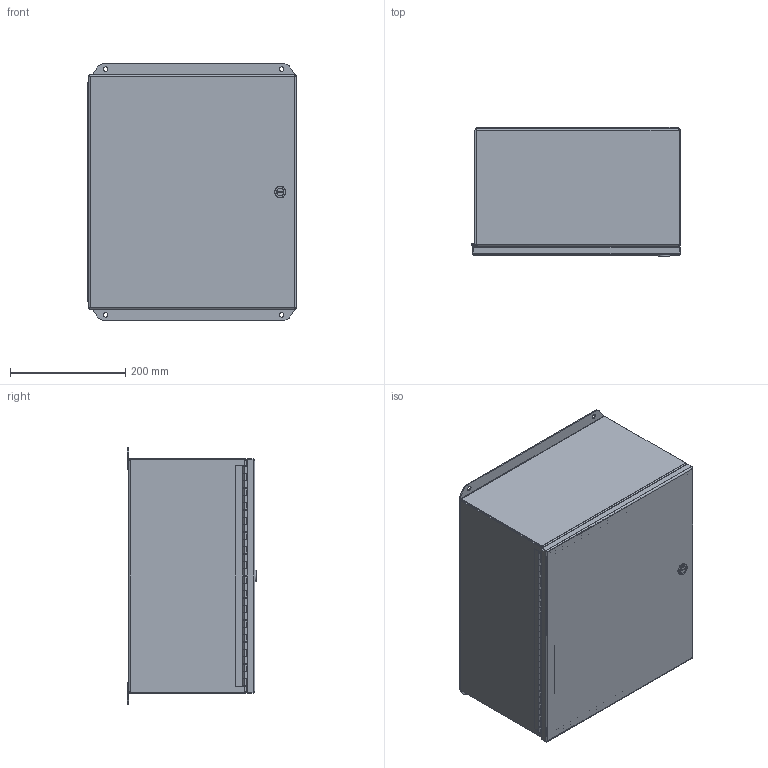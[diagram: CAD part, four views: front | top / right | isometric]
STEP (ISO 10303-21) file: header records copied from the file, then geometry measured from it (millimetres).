
FILE_DESCRIPTION (( 'STEP AP203' ), '1' );
FILE_NAME ('EJ16148AL_Default.step', '2019-11-13T20:07:13', ( '' ), ( '' ), 'SwSTEP 2.0', 'SolidWorks 2019', '' );
FILE_SCHEMA (( 'CONFIG_CONTROL_DESIGN' ));
Length unit declared in the file: inch
Products named in the file (1): EJ16148AL_Default
Bounding box: 361.34 x 224.03 x 444.5 mm (x, y, z)
Volume: 1692541.8 mm3; surface area: 1695558.1 mm2
Topology: 14 solids, 15 shells, 730 faces, 2384 edges, 1513 vertices
Faces by surface type: plane 500, cylinder 162, bspline 44, cone 24
Entity records: 28141 total; most frequent: CARTESIAN_POINT 6848, ORIENTED_EDGE 4736, DIRECTION 4260, EDGE_CURVE 2368, LINE 1642, VECTOR 1642, VERTEX_POINT 1513, AXIS2_PLACEMENT_3D 1309
